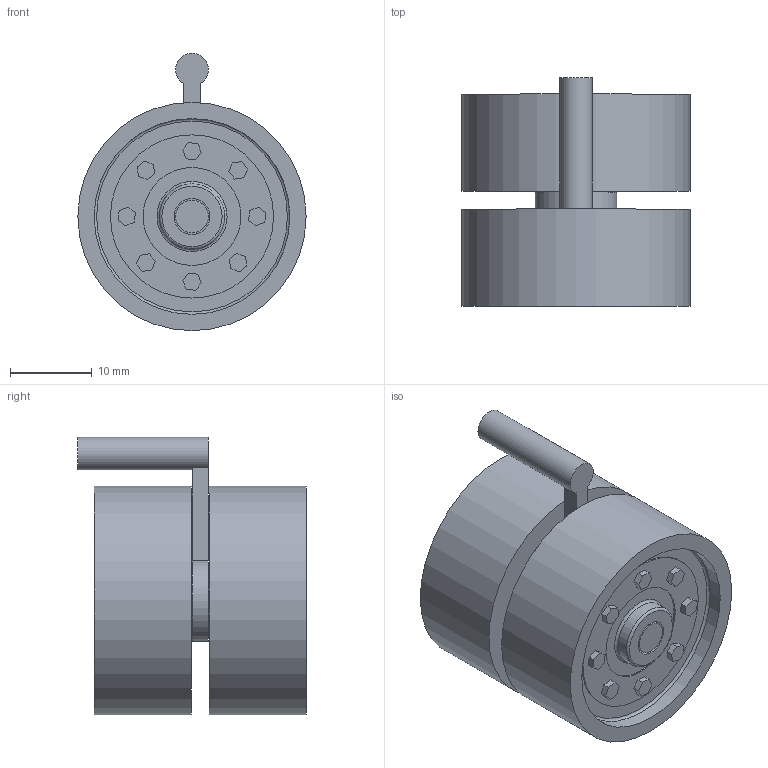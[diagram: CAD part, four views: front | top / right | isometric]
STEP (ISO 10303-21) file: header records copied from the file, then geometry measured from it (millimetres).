
FILE_DESCRIPTION(('TFLEX Exchange Step'),'2;1');
FILE_NAME('-каток (б).stp', '2022-03-31T12:16:09+03:00',('ilya'),('Unknown organisation'),'TFLEX Exchange 2022.0','T-FLEX CAD','Unknown authorisation');
FILE_SCHEMA( ('AUTOMOTIVE_DESIGN { 1 0 10303 214 1 1 1 1 }') );
Length unit declared in the file: millimetre
Products named in the file (4): Ведомый каток 2(д); Ведомый каток 1(д); опора катка; опора-каток (б)
Assembly tree (3 placements, depth 2):
  опора-каток (б)
    Ведомый каток 2(д)
    Ведомый каток 1(д)
    опора катка
Bounding box: 28 x 28 x 34 mm (x, y, z)
Volume: 12645.9 mm3; surface area: 6696.1 mm2
Topology: 4 solids, 4 shells, 212 faces, 515 edges, 333 vertices
Faces by surface type: plane 153, cylinder 47, cone 8, torus 4
Full cylindrical faces by diameter (mm): 3 x8, 4 x2, 4.4 x1, 8 x1, 10.139 x1, 12 x1, 20 x1, 24 x1, 28 x2
Entity records: 6421 total; most frequent: CARTESIAN_POINT 1246, DIRECTION 1050, ORIENTED_EDGE 1008, EDGE_CURVE 504, VECTOR 388, LINE 388, VERTEX_POINT 334, AXIS2_PLACEMENT_3D 331
